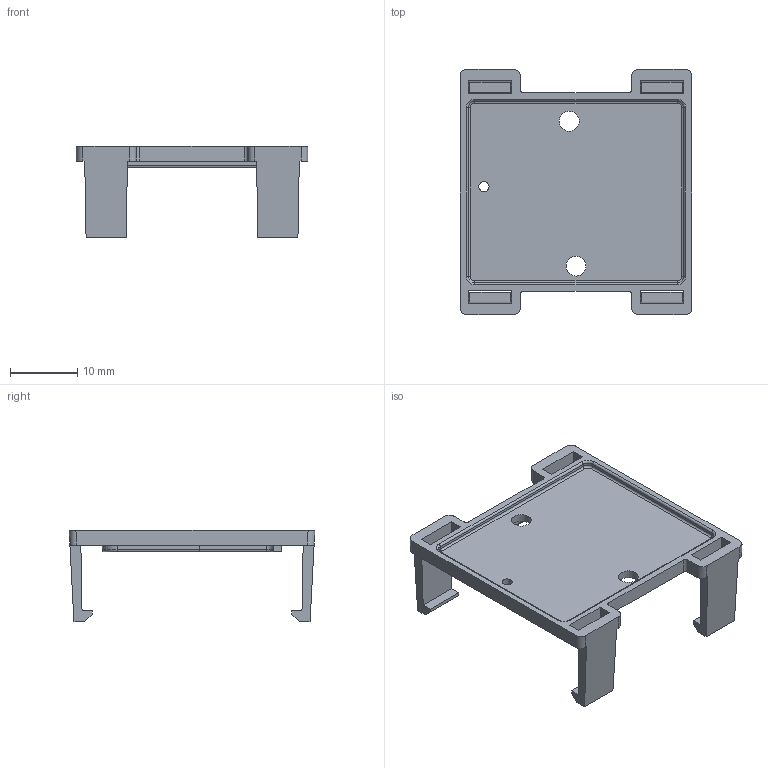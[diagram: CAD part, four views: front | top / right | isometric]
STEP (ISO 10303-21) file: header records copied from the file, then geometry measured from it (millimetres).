
FILE_DESCRIPTION(('FreeCAD Model'),'2;1');
FILE_NAME('Open CASCADE Shape Model','2022-11-24T14:44:40',(''),(''), 'Open CASCADE STEP processor 7.6','FreeCAD','Unknown');
FILE_SCHEMA(('AUTOMOTIVE_DESIGN { 1 0 10303 214 1 1 1 1 }'));
Length unit declared in the file: millimetre
Products named in the file (1): Body
Bounding box: 34.4 x 36.47 x 13.55 mm (x, y, z)
Volume: 2056 mm3; surface area: 3646.3 mm2
Topology: 1 solids, 1 shells, 140 faces, 384 edges, 244 vertices
Faces by surface type: plane 76, cylinder 46, torus 14, bspline 4
Full cylindrical faces by diameter (mm): 1.5 x1, 2.95 x2
Entity records: 10215 total; most frequent: CARTESIAN_POINT 2428, DIRECTION 1483, LINE 917, VECTOR 917, ORIENTED_EDGE 768, PCURVE 768, DEFINITIONAL_REPRESENTATION 768, EDGE_CURVE 384
